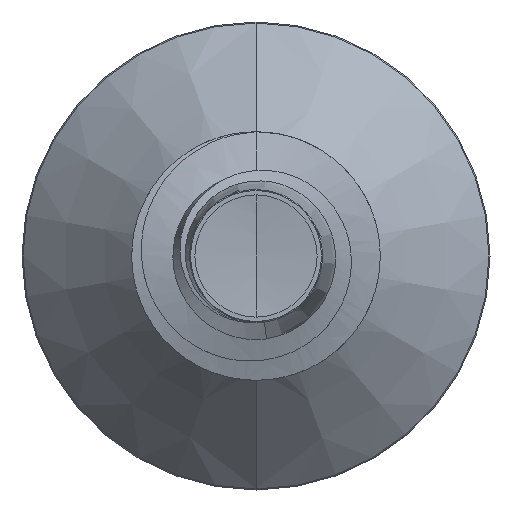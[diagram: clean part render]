
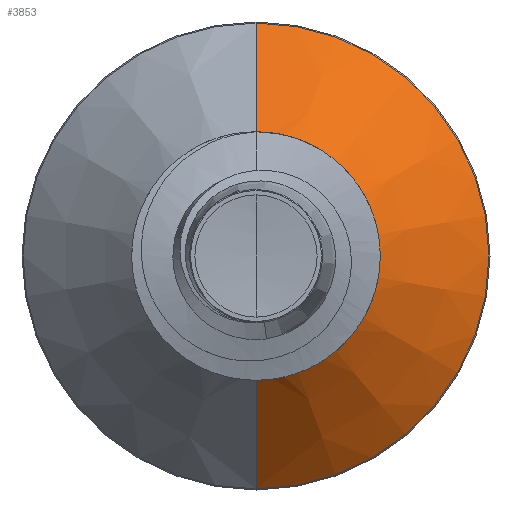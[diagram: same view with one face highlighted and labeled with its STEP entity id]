
A CAD part, front view. The second image highlights one B-rep face of the part: STEP entity #3853.
In plain terms, the highlighted conical face has half-angle 45 degrees and reference radius 2.744 mm.
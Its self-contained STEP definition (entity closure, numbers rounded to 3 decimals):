
#939 = LINE ( 'NONE', #5922, #8818 ) ;
#1622 = AXIS2_PLACEMENT_3D ( 'NONE', #2650, #2636, #2624 ) ;
#1725 = EDGE_LOOP ( 'NONE', ( #7001, #1897, #5172, #6605 ) ) ;
#1897 = ORIENTED_EDGE ( 'NONE', *, *, #8597, .T. ) ;
#2624 = DIRECTION ( 'NONE',  ( 0., 0., 1. ) ) ;
#2636 = DIRECTION ( 'NONE',  ( 0., 1., 0. ) ) ;
#2650 = CARTESIAN_POINT ( 'NONE',  ( 0., 9.124, 0. ) ) ;
#3013 = CARTESIAN_POINT ( 'NONE',  ( 0., 6.245, 0. ) ) ;
#3244 = DIRECTION ( 'NONE',  ( 0., 1., 0. ) ) ;
#3266 = DIRECTION ( 'NONE',  ( 0., 0., 1. ) ) ;
#3354 = CARTESIAN_POINT ( 'NONE',  ( 0., 9.124, -5.624 ) ) ;
#3459 = VERTEX_POINT ( 'NONE', #4136 ) ;
#3654 = VERTEX_POINT ( 'NONE', #3354 ) ;
#3853 = ADVANCED_FACE ( 'NONE', ( #7330 ), #9693, .T. ) ;
#4102 = CIRCLE ( 'NONE', #1622, 5.624 ) ;
#4136 = CARTESIAN_POINT ( 'NONE',  ( 0., 6.245, -2.745 ) ) ;
#4416 = CARTESIAN_POINT ( 'NONE',  ( 0., 6.245, 2.745 ) ) ;
#5172 = ORIENTED_EDGE ( 'NONE', *, *, #9503, .F. ) ;
#5661 = CARTESIAN_POINT ( 'NONE',  ( 0., 6.245, 2.745 ) ) ;
#5689 = DIRECTION ( 'NONE',  ( 0., 0.707, 0.707 ) ) ;
#5885 = DIRECTION ( 'NONE',  ( 0., 0.707, -0.707 ) ) ;
#5922 = CARTESIAN_POINT ( 'NONE',  ( 0., 6.245, -2.745 ) ) ;
#6605 = ORIENTED_EDGE ( 'NONE', *, *, #7168, .F. ) ;
#6686 = VERTEX_POINT ( 'NONE', #4416 ) ;
#6769 = LINE ( 'NONE', #5661, #9650 ) ;
#7001 = ORIENTED_EDGE ( 'NONE', *, *, #8917, .T. ) ;
#7168 = EDGE_CURVE ( 'NONE', #6686, #8469, #6769, .T. ) ;
#7209 = AXIS2_PLACEMENT_3D ( 'NONE', #8152, #8144, #8138 ) ;
#7330 = FACE_OUTER_BOUND ( 'NONE', #1725, .T. ) ;
#7446 = AXIS2_PLACEMENT_3D ( 'NONE', #3013, #3244, #3266 ) ;
#8138 = DIRECTION ( 'NONE',  ( 0., 0., 1. ) ) ;
#8144 = DIRECTION ( 'NONE',  ( 0., 1., 0. ) ) ;
#8152 = CARTESIAN_POINT ( 'NONE',  ( 0., 6.245, 0. ) ) ;
#8357 = CARTESIAN_POINT ( 'NONE',  ( 0., 9.124, 5.624 ) ) ;
#8469 = VERTEX_POINT ( 'NONE', #8357 ) ;
#8597 = EDGE_CURVE ( 'NONE', #3459, #3654, #939, .T. ) ;
#8818 = VECTOR ( 'NONE', #5885, 1000. ) ;
#8917 = EDGE_CURVE ( 'NONE', #6686, #3459, #9514, .T. ) ;
#9503 = EDGE_CURVE ( 'NONE', #8469, #3654, #4102, .T. ) ;
#9514 = CIRCLE ( 'NONE', #7209, 2.745 ) ;
#9650 = VECTOR ( 'NONE', #5689, 1000. ) ;
#9693 = CONICAL_SURFACE ( 'NONE', #7446, 2.745, 0.785 ) ;
